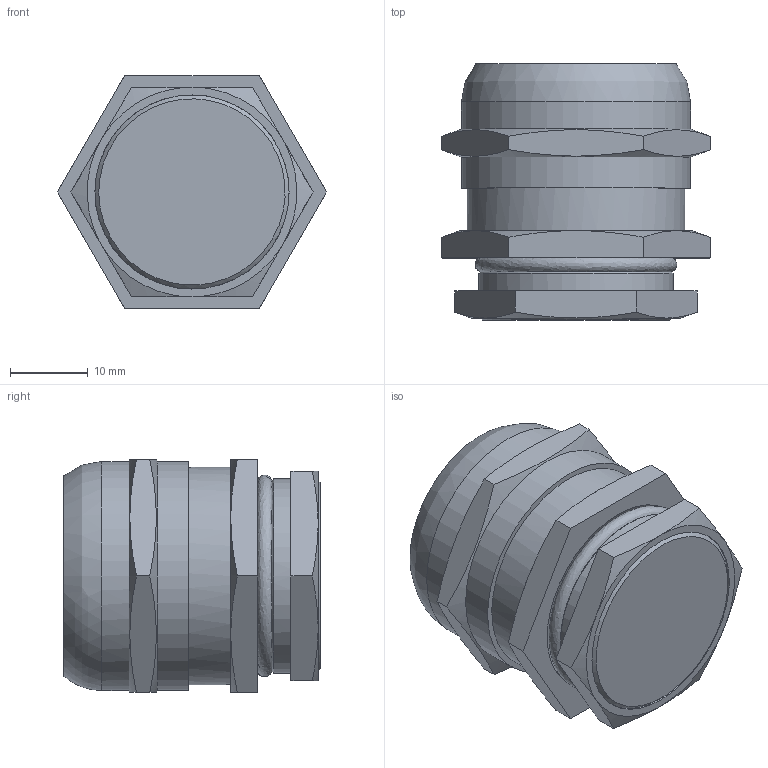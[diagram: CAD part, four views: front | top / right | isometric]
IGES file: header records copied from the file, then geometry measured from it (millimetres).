
Global section: file name: M25(13-18); native system: Autodesk Inventor 2015; preprocessor: unknown; author: Qwa7-112; date: 20160706.094356; units: centimetre
Bounding box: 34.64 x 33 x 30 mm (x, y, z)
Volume: 21370.5 mm3; surface area: 5159.6 mm2
Topology: 1 solids, 1 shells, 52 faces, 127 edges, 83 vertices
Faces by surface type: bspline 52
